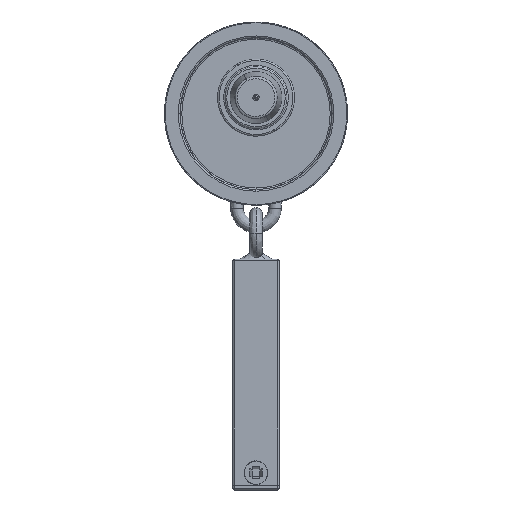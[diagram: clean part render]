
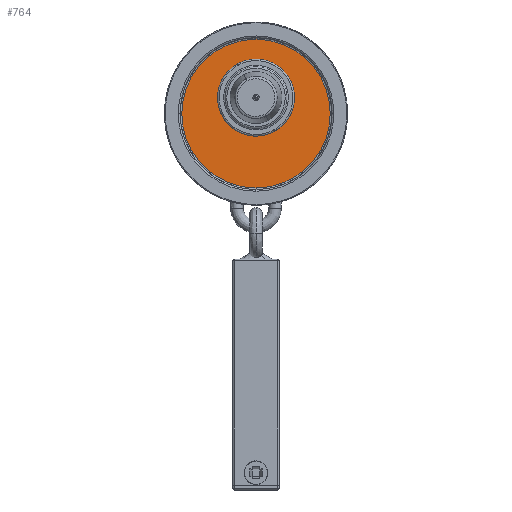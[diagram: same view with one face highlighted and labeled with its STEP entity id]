
A CAD part, top view. The second image highlights one B-rep face of the part: STEP entity #764.
In plain terms, the highlighted free-form (B-spline) face has degree [1, 1] with [2, 2] control points.
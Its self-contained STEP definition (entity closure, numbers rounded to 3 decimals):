
#689 = VERTEX_POINT('',#690);
#690 = CARTESIAN_POINT('',(3.884,62.057,2.714)
  );
#708 = VERTEX_POINT('',#709);
#709 = CARTESIAN_POINT('',(3.116,62.477,2.714)
  );
#714 = EDGE_CURVE('',#708,#689,#715,.T.);
#715 = ( BOUNDED_CURVE() B_SPLINE_CURVE(2,(#716,#717,#718,#719,#720),
.UNSPECIFIED.,.F.,.F.) B_SPLINE_CURVE_WITH_KNOTS((3,2,3),(0.5
,2.071,3.642),.PIECEWISE_BEZIER_KNOTS.) CURVE() 
GEOMETRIC_REPRESENTATION_ITEM() RATIONAL_B_SPLINE_CURVE((1.,
0.707,1.,0.707,1.)) REPRESENTATION_ITEM('') );
#716 = CARTESIAN_POINT('',(3.116,62.477,2.714)
  );
#717 = CARTESIAN_POINT('',(3.326,62.861,2.714)
  );
#718 = CARTESIAN_POINT('',(3.71,62.651,2.714)
  );
#719 = CARTESIAN_POINT('',(4.093,62.441,2.714)
  );
#720 = CARTESIAN_POINT('',(3.884,62.057,2.714)
  );
#746 = EDGE_CURVE('',#689,#708,#747,.T.);
#747 = ( BOUNDED_CURVE() B_SPLINE_CURVE(2,(#748,#749,#750,#751,#752),
.UNSPECIFIED.,.F.,.F.) B_SPLINE_CURVE_WITH_KNOTS((3,2,3),(3.642
,5.212,6.783),.PIECEWISE_BEZIER_KNOTS.) CURVE() 
GEOMETRIC_REPRESENTATION_ITEM() RATIONAL_B_SPLINE_CURVE((1.,
0.707,1.,0.707,1.)) REPRESENTATION_ITEM('') );
#748 = CARTESIAN_POINT('',(3.884,62.057,2.714)
  );
#749 = CARTESIAN_POINT('',(3.674,61.674,2.714)
  );
#750 = CARTESIAN_POINT('',(3.29,61.883,2.714)
  );
#751 = CARTESIAN_POINT('',(2.906,62.093,2.714)
  );
#752 = CARTESIAN_POINT('',(3.116,62.477,2.714)
  );
#764 = ADVANCED_FACE('',(#765,#853),#857,.F.);
#765 = FACE_BOUND('',#766,.T.);
#766 = EDGE_LOOP('',(#767,#789,#812,#832));
#767 = ORIENTED_EDGE('',*,*,#768,.F.);
#768 = EDGE_CURVE('',#769,#771,#773,.T.);
#769 = VERTEX_POINT('',#770);
#770 = CARTESIAN_POINT('',(-7.766,59.847,2.714
    ));
#771 = VERTEX_POINT('',#772);
#772 = CARTESIAN_POINT('',(3.5,71.113,2.714)
  );
#773 = B_SPLINE_CURVE_WITH_KNOTS('',5,(#774,#775,#776,#777,#778,#779,
    #780,#781,#782,#783,#784,#785,#786,#787,#788),.UNSPECIFIED.,.F.,.F.,
  (6,3,3,3,6),(15.791,25.222,34.666,38.012,
    38.071),.UNSPECIFIED.);
#774 = CARTESIAN_POINT('',(-7.766,59.847,2.714
    ));
#775 = CARTESIAN_POINT('',(-7.766,61.346,2.714
    ));
#776 = CARTESIAN_POINT('',(-7.517,62.845,2.714)
  );
#777 = CARTESIAN_POINT('',(-7.018,64.288,2.714
    ));
#778 = CARTESIAN_POINT('',(-5.56,66.954,2.714
    ));
#779 = CARTESIAN_POINT('',(-3.319,69.004,2.714
    ));
#780 = CARTESIAN_POINT('',(-2.036,69.833,2.714
    ));
#781 = CARTESIAN_POINT('',(-0.143,70.645,2.714
    ));
#782 = CARTESIAN_POINT('',(1.86,71.012,2.714)
  );
#783 = CARTESIAN_POINT('',(2.389,71.077,2.714)
  );
#784 = CARTESIAN_POINT('',(2.93,71.111,2.714)
  );
#785 = CARTESIAN_POINT('',(3.472,71.113,2.714)
  );
#786 = CARTESIAN_POINT('',(3.481,71.113,2.714)
  );
#787 = CARTESIAN_POINT('',(3.49,71.113,2.714)
  );
#788 = CARTESIAN_POINT('',(3.5,71.113,2.714)
  );
#789 = ORIENTED_EDGE('',*,*,#790,.T.);
#790 = EDGE_CURVE('',#769,#791,#793,.T.);
#791 = VERTEX_POINT('',#792);
#792 = CARTESIAN_POINT('',(3.5,48.581,2.714)
  );
#793 = B_SPLINE_CURVE_WITH_KNOTS('',5,(#794,#795,#796,#797,#798,#799,
    #800,#801,#802,#803,#804,#805,#806,#807,#808,#809,#810,#811),
  .UNSPECIFIED.,.F.,.F.,(6,3,3,3,3,6),(15.79,15.888,
    25.362,37.014,37.542,38.071),
  .UNSPECIFIED.);
#794 = CARTESIAN_POINT('',(-7.766,59.847,2.714
    ));
#795 = CARTESIAN_POINT('',(-7.766,59.831,2.714)
  );
#796 = CARTESIAN_POINT('',(-7.766,59.816,2.714
    ));
#797 = CARTESIAN_POINT('',(-7.766,59.8,2.714
    ));
#798 = CARTESIAN_POINT('',(-7.758,58.278,2.714
    ));
#799 = CARTESIAN_POINT('',(-7.493,56.759,2.714
    ));
#800 = CARTESIAN_POINT('',(-6.98,55.314,2.714)
  );
#801 = CARTESIAN_POINT('',(-5.321,52.345,2.714)
  );
#802 = CARTESIAN_POINT('',(-2.688,50.156,2.714
    ));
#803 = CARTESIAN_POINT('',(-1.005,49.268,2.714
    ));
#804 = CARTESIAN_POINT('',(0.896,48.727,2.714)
  );
#805 = CARTESIAN_POINT('',(2.828,48.601,2.714)
  );
#806 = CARTESIAN_POINT('',(2.912,48.596,2.714)
  );
#807 = CARTESIAN_POINT('',(3.08,48.588,2.714)
  );
#808 = CARTESIAN_POINT('',(3.248,48.583,2.714));
#809 = CARTESIAN_POINT('',(3.332,48.582,2.714)
  );
#810 = CARTESIAN_POINT('',(3.416,48.581,2.714)
  );
#811 = CARTESIAN_POINT('',(3.5,48.581,2.714)
  );
#812 = ORIENTED_EDGE('',*,*,#813,.F.);
#813 = EDGE_CURVE('',#814,#791,#816,.T.);
#814 = VERTEX_POINT('',#815);
#815 = CARTESIAN_POINT('',(14.766,59.847,
    2.714));
#816 = B_SPLINE_CURVE_WITH_KNOTS('',5,(#817,#818,#819,#820,#821,#822,
    #823,#824,#825,#826,#827,#828,#829,#830,#831),.UNSPECIFIED.,.F.,.F.,
  (6,3,3,3,6),(15.791,25.222,34.666,38.012,
    38.071),.UNSPECIFIED.);
#817 = CARTESIAN_POINT('',(14.766,59.847,2.714
    ));
#818 = CARTESIAN_POINT('',(14.766,58.348,
    2.714));
#819 = CARTESIAN_POINT('',(14.516,56.848,
    2.714));
#820 = CARTESIAN_POINT('',(14.018,55.406,
    2.714));
#821 = CARTESIAN_POINT('',(12.56,52.74,
    2.714));
#822 = CARTESIAN_POINT('',(10.319,50.69,
    2.714));
#823 = CARTESIAN_POINT('',(9.035,49.861,2.714)
  );
#824 = CARTESIAN_POINT('',(7.143,49.049,2.714)
  );
#825 = CARTESIAN_POINT('',(5.14,48.682,2.714)
  );
#826 = CARTESIAN_POINT('',(4.611,48.617,2.714)
  );
#827 = CARTESIAN_POINT('',(4.069,48.583,2.714)
  );
#828 = CARTESIAN_POINT('',(3.528,48.581,2.714)
  );
#829 = CARTESIAN_POINT('',(3.519,48.581,2.714)
  );
#830 = CARTESIAN_POINT('',(3.509,48.581,2.714)
  );
#831 = CARTESIAN_POINT('',(3.5,48.581,2.714)
  );
#832 = ORIENTED_EDGE('',*,*,#833,.T.);
#833 = EDGE_CURVE('',#814,#771,#834,.T.);
#834 = B_SPLINE_CURVE_WITH_KNOTS('',5,(#835,#836,#837,#838,#839,#840,
    #841,#842,#843,#844,#845,#846,#847,#848,#849,#850,#851,#852),
  .UNSPECIFIED.,.F.,.F.,(6,3,3,3,3,6),(15.79,15.864,
    18.453,26.929,38.029,38.071),
  .UNSPECIFIED.);
#835 = CARTESIAN_POINT('',(14.766,59.847,
    2.714));
#836 = CARTESIAN_POINT('',(14.766,59.859,
    2.714));
#837 = CARTESIAN_POINT('',(14.766,59.87,
    2.714));
#838 = CARTESIAN_POINT('',(14.766,59.882,
    2.714));
#839 = CARTESIAN_POINT('',(14.764,60.306,
    2.714));
#840 = CARTESIAN_POINT('',(14.742,60.729,
    2.714));
#841 = CARTESIAN_POINT('',(14.703,61.139,2.714)
  );
#842 = CARTESIAN_POINT('',(14.453,62.882,
    2.714));
#843 = CARTESIAN_POINT('',(13.867,64.56,
    2.714));
#844 = CARTESIAN_POINT('',(13.227,65.767,
    2.714));
#845 = CARTESIAN_POINT('',(11.358,68.293,
    2.714));
#846 = CARTESIAN_POINT('',(8.731,70.061,2.714)
  );
#847 = CARTESIAN_POINT('',(7.061,70.757,2.714)
  );
#848 = CARTESIAN_POINT('',(5.291,71.109,2.714)
  );
#849 = CARTESIAN_POINT('',(3.52,71.113,2.714)
  );
#850 = CARTESIAN_POINT('',(3.513,71.113,2.714)
  );
#851 = CARTESIAN_POINT('',(3.506,71.113,2.714)
  );
#852 = CARTESIAN_POINT('',(3.5,71.113,2.714)
  );
#853 = FACE_BOUND('',#854,.T.);
#854 = EDGE_LOOP('',(#855,#856));
#855 = ORIENTED_EDGE('',*,*,#746,.T.);
#856 = ORIENTED_EDGE('',*,*,#714,.T.);
#857 = B_SPLINE_SURFACE_WITH_KNOTS('',1,1,(
    (#858,#859)
    ,(#860,#861
    )),.UNSPECIFIED.,.F.,.F.,.F.,(2,2),(2,2),(-9.657,
    9.657),(-9.657,9.657),
  .PIECEWISE_BEZIER_KNOTS.);
#858 = CARTESIAN_POINT('',(14.766,48.581,
    2.714));
#859 = CARTESIAN_POINT('',(14.766,71.113,
    2.714));
#860 = CARTESIAN_POINT('',(-7.766,48.581,2.714
    ));
#861 = CARTESIAN_POINT('',(-7.766,71.113,2.714
    ));
